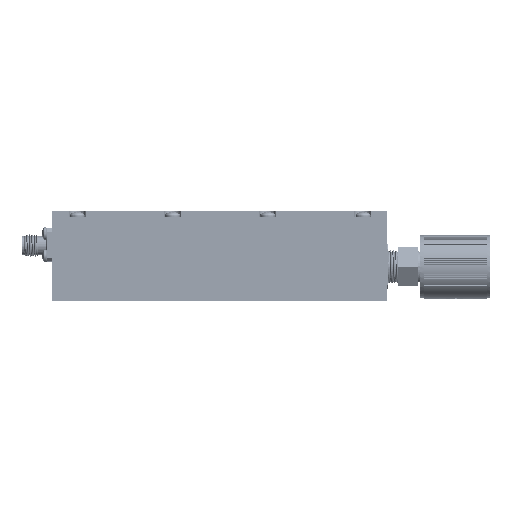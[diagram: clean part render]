
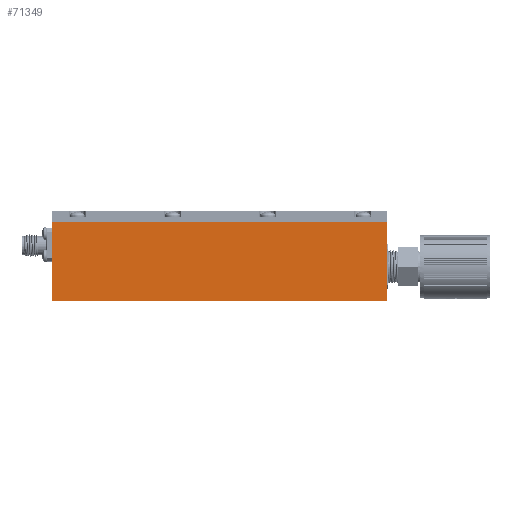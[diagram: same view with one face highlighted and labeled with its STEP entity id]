
A CAD part, top view. The second image highlights one B-rep face of the part: STEP entity #71349.
In plain terms, the highlighted face is planar.
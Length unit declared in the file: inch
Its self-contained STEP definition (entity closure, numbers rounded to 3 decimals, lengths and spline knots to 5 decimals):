
#7774 = DIRECTION ( 'NONE',  ( 0., 1., 0. ) ) ;
#15469 = EDGE_CURVE ( 'NONE', #67720, #139787, #131659, .T. ) ;
#22882 = DIRECTION ( 'NONE',  ( 0., 0., 1. ) ) ;
#27589 = DIRECTION ( 'NONE',  ( 0., 0., 1. ) ) ;
#29872 = AXIS2_PLACEMENT_3D ( 'NONE', #114108, #33296, #147121 ) ;
#30759 = LINE ( 'NONE', #125475, #73686 ) ;
#33296 = DIRECTION ( 'NONE',  ( 1., 0., 0. ) ) ;
#44568 = EDGE_LOOP ( 'NONE', ( #114779, #136802, #100705, #122368 ) ) ;
#48461 = VERTEX_POINT ( 'NONE', #97070 ) ;
#49247 = PLANE ( 'NONE',  #29872 ) ;
#52663 = VECTOR ( 'NONE', #22882, 39.37008 ) ;
#54256 = CARTESIAN_POINT ( 'NONE',  ( 1., 0., 1.55 ) ) ;
#54671 = CARTESIAN_POINT ( 'NONE',  ( 1., 0., -2.2 ) ) ;
#67720 = VERTEX_POINT ( 'NONE', #54256 ) ;
#71349 = ADVANCED_FACE ( 'NONE', ( #195035 ), #49247, .T. ) ;
#73686 = VECTOR ( 'NONE', #27589, 39.37008 ) ;
#83709 = DIRECTION ( 'NONE',  ( 0., 1., 0. ) ) ;
#86967 = VECTOR ( 'NONE', #7774, 39.37008 ) ;
#87738 = EDGE_CURVE ( 'NONE', #48461, #139787, #182530, .T. ) ;
#90717 = EDGE_CURVE ( 'NONE', #146280, #48461, #136616, .T. ) ;
#97070 = CARTESIAN_POINT ( 'NONE',  ( 1., 0.88, -2.2 ) ) ;
#100705 = ORIENTED_EDGE ( 'NONE', *, *, #15469, .F. ) ;
#114108 = CARTESIAN_POINT ( 'NONE',  ( 1., 0.875, 1.55 ) ) ;
#114779 = ORIENTED_EDGE ( 'NONE', *, *, #90717, .T. ) ;
#118137 = VECTOR ( 'NONE', #83709, 39.37008 ) ;
#122368 = ORIENTED_EDGE ( 'NONE', *, *, #204567, .F. ) ;
#125475 = CARTESIAN_POINT ( 'NONE',  ( 1., 0., -3.95 ) ) ;
#131659 = LINE ( 'NONE', #196567, #118137 ) ;
#136616 = LINE ( 'NONE', #54671, #86967 ) ;
#136802 = ORIENTED_EDGE ( 'NONE', *, *, #87738, .T. ) ;
#139787 = VERTEX_POINT ( 'NONE', #184626 ) ;
#146280 = VERTEX_POINT ( 'NONE', #197412 ) ;
#147121 = DIRECTION ( 'NONE',  ( 0., 0., 1. ) ) ;
#166564 = CARTESIAN_POINT ( 'NONE',  ( 1., 0.88, 1.55 ) ) ;
#182530 = LINE ( 'NONE', #166564, #52663 ) ;
#184626 = CARTESIAN_POINT ( 'NONE',  ( 1., 0.88, 1.55 ) ) ;
#195035 = FACE_OUTER_BOUND ( 'NONE', #44568, .T. ) ;
#196567 = CARTESIAN_POINT ( 'NONE',  ( 1., 0.875, 1.55 ) ) ;
#197412 = CARTESIAN_POINT ( 'NONE',  ( 1., 0., -2.2 ) ) ;
#204567 = EDGE_CURVE ( 'NONE', #146280, #67720, #30759, .T. ) ;
